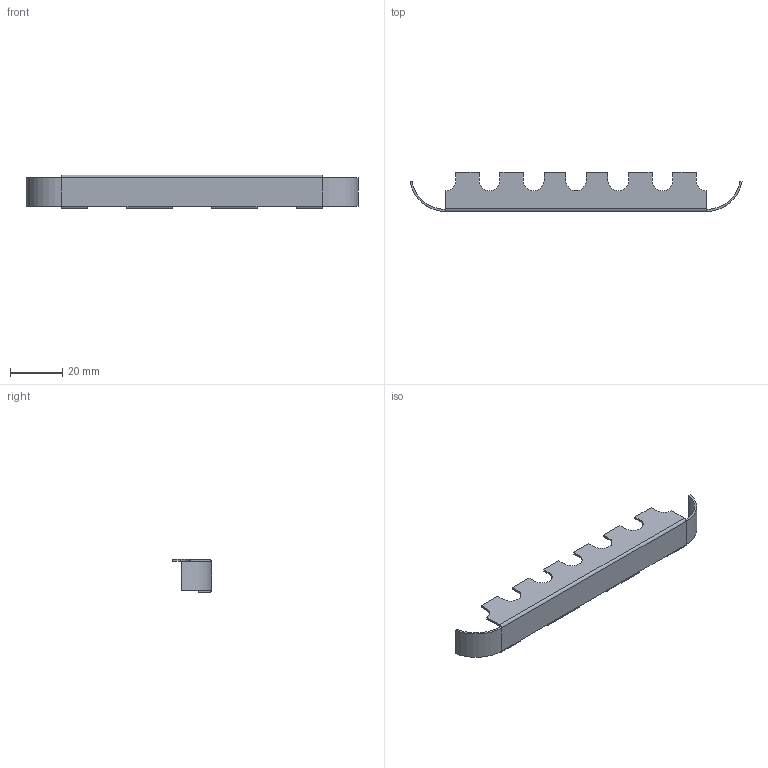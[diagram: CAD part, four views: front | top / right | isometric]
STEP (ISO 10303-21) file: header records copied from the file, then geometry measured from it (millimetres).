
FILE_DESCRIPTION (( 'STEP AP214' ), '1' );
FILE_NAME ('7750041', '2019-01-30T09:41:31', ( '' ), ('JUGARD+KÜNSTNER GmbH'), 'SwSTEP 2.0', 'SolidWorks 2017', '' );
FILE_SCHEMA (( 'AUTOMOTIVE_DESIGN' ));
Length unit declared in the file: millimetre
Products named in the file (1): 7750041
Bounding box: 127.68 x 15 x 13 mm (x, y, z)
Volume: 2377.2 mm3; surface area: 6268.3 mm2
Topology: 1 solids, 1 shells, 80 faces, 206 edges, 128 vertices
Faces by surface type: plane 53, cylinder 27
Entity records: 2434 total; most frequent: DIRECTION 422, CARTESIAN_POINT 415, ORIENTED_EDGE 412, EDGE_CURVE 206, VECTOR 152, LINE 152, AXIS2_PLACEMENT_3D 135, VERTEX_POINT 128
